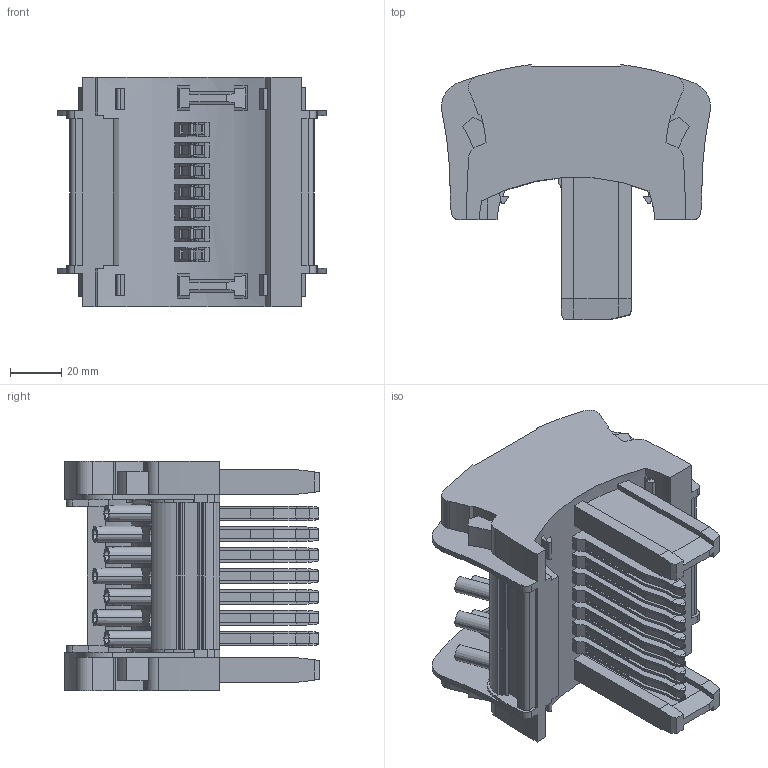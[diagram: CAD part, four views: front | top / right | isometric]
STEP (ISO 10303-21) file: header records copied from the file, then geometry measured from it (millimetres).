
FILE_DESCRIPTION(('SolidDesigner STEP Export'),'2;1');
FILE_NAME('3069262_FTPC_6_1-select.stp','2017-02-02T 8:10:19',(''),(''),'Creo Elements/Direct Modeling STEP processor for AP214 (Solid Model)','Creo Elements/Direct Modeling 18.1G 27-Feb-2015 (C) Parametric Technology GmbH','');
FILE_SCHEMA(('AUTOMOTIVE_DESIGN { 1 0 10303 214 1 1 1 1 }'));
Products named in the file (1): 3069262_FTPC_6_1-select
Bounding box: 104.9 x 99.46 x 89.65 mm (x, y, z)
Volume: 306467.4 mm3; surface area: 81730.7 mm2
Topology: 1 solids, 1 shells, 1088 faces, 3093 edges, 2053 vertices
Faces by surface type: plane 776, cylinder 284, cone 28
Entity records: 56367 total; most frequent: CARTESIAN_POINT 19877, ORIENTED_EDGE 6186, DIRECTION 5309, EDGE_CURVE 3093, VECTOR 2053, LINE 2053, VERTEX_POINT 2053, AXIS2_PLACEMENT_3D 1628
